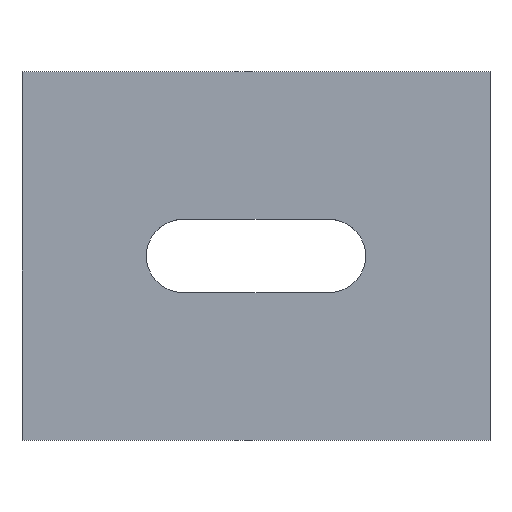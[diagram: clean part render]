
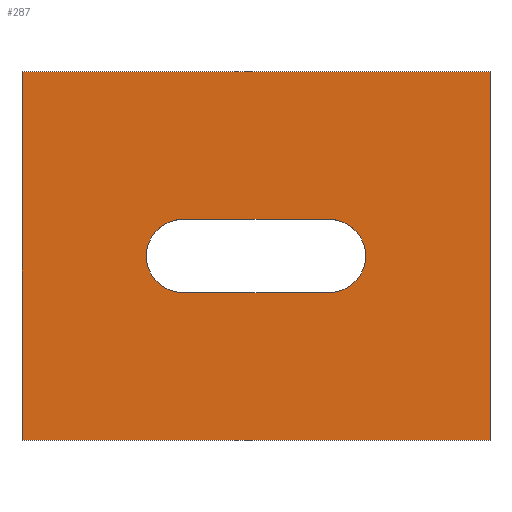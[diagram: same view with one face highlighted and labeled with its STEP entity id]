
A CAD part, top view. The second image highlights one B-rep face of the part: STEP entity #287.
In plain terms, the highlighted planar face has unit normal (0, 0, 1).
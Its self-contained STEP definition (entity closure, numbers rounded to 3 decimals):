
#24 = VERTEX_POINT('',#25);
#25 = CARTESIAN_POINT('',(-50.8,40.,5.));
#31 = EDGE_CURVE('',#24,#32,#34,.T.);
#32 = VERTEX_POINT('',#33);
#33 = CARTESIAN_POINT('',(-50.8,-40.,5.));
#34 = LINE('',#35,#36);
#35 = CARTESIAN_POINT('',(-50.8,40.,5.));
#36 = VECTOR('',#37,1.);
#37 = DIRECTION('',(0.,-1.,0.));
#62 = EDGE_CURVE('',#32,#63,#65,.T.);
#63 = VERTEX_POINT('',#64);
#64 = CARTESIAN_POINT('',(50.8,-40.,5.));
#65 = LINE('',#66,#67);
#66 = CARTESIAN_POINT('',(-50.8,-40.,5.));
#67 = VECTOR('',#68,1.);
#68 = DIRECTION('',(1.,0.,0.));
#93 = EDGE_CURVE('',#63,#94,#96,.T.);
#94 = VERTEX_POINT('',#95);
#95 = CARTESIAN_POINT('',(50.8,40.,5.));
#96 = LINE('',#97,#98);
#97 = CARTESIAN_POINT('',(50.8,-40.,5.));
#98 = VECTOR('',#99,1.);
#99 = DIRECTION('',(0.,1.,0.));
#124 = EDGE_CURVE('',#94,#24,#125,.T.);
#125 = LINE('',#126,#127);
#126 = CARTESIAN_POINT('',(50.8,40.,5.));
#127 = VECTOR('',#128,1.);
#128 = DIRECTION('',(-1.,0.,0.));
#148 = VERTEX_POINT('',#149);
#149 = CARTESIAN_POINT('',(-15.875,7.938,5.));
#155 = EDGE_CURVE('',#148,#156,#158,.T.);
#156 = VERTEX_POINT('',#157);
#157 = CARTESIAN_POINT('',(-15.875,-7.938,5.));
#158 = CIRCLE('',#159,7.938);
#159 = AXIS2_PLACEMENT_3D('',#160,#161,#162);
#160 = CARTESIAN_POINT('',(-15.875,0.,5.));
#161 = DIRECTION('',(0.,0.,1.));
#162 = DIRECTION('',(1.,0.,0.));
#188 = EDGE_CURVE('',#156,#189,#191,.T.);
#189 = VERTEX_POINT('',#190);
#190 = CARTESIAN_POINT('',(15.875,-7.938,5.));
#191 = LINE('',#192,#193);
#192 = CARTESIAN_POINT('',(-15.875,-7.938,5.));
#193 = VECTOR('',#194,1.);
#194 = DIRECTION('',(1.,0.,0.));
#219 = EDGE_CURVE('',#189,#220,#222,.T.);
#220 = VERTEX_POINT('',#221);
#221 = CARTESIAN_POINT('',(15.875,7.938,5.));
#222 = CIRCLE('',#223,7.938);
#223 = AXIS2_PLACEMENT_3D('',#224,#225,#226);
#224 = CARTESIAN_POINT('',(15.875,0.,5.));
#225 = DIRECTION('',(0.,0.,1.));
#226 = DIRECTION('',(1.,0.,0.));
#252 = EDGE_CURVE('',#148,#220,#253,.T.);
#253 = LINE('',#254,#255);
#254 = CARTESIAN_POINT('',(-15.875,7.938,5.));
#255 = VECTOR('',#256,1.);
#256 = DIRECTION('',(1.,0.,0.));
#287 = ADVANCED_FACE('',(#288,#294),#300,.T.);
#288 = FACE_BOUND('',#289,.T.);
#289 = EDGE_LOOP('',(#290,#291,#292,#293));
#290 = ORIENTED_EDGE('',*,*,#31,.T.);
#291 = ORIENTED_EDGE('',*,*,#62,.T.);
#292 = ORIENTED_EDGE('',*,*,#93,.T.);
#293 = ORIENTED_EDGE('',*,*,#124,.T.);
#294 = FACE_BOUND('',#295,.F.);
#295 = EDGE_LOOP('',(#296,#297,#298,#299));
#296 = ORIENTED_EDGE('',*,*,#155,.T.);
#297 = ORIENTED_EDGE('',*,*,#188,.T.);
#298 = ORIENTED_EDGE('',*,*,#219,.T.);
#299 = ORIENTED_EDGE('',*,*,#252,.F.);
#300 = PLANE('',#301);
#301 = AXIS2_PLACEMENT_3D('',#302,#303,#304);
#302 = CARTESIAN_POINT('',(0.,0.,5.));
#303 = DIRECTION('',(0.,0.,1.));
#304 = DIRECTION('',(1.,0.,0.));
